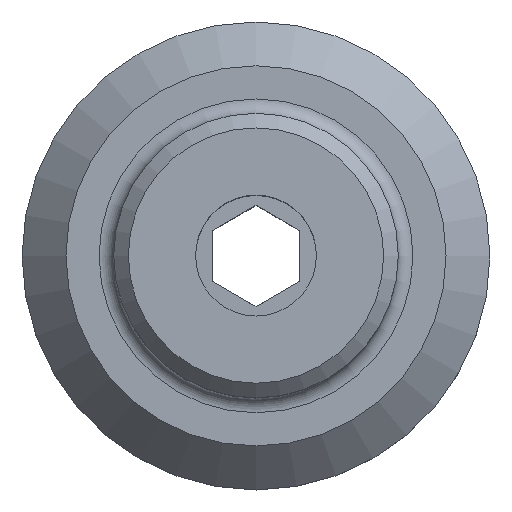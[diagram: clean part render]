
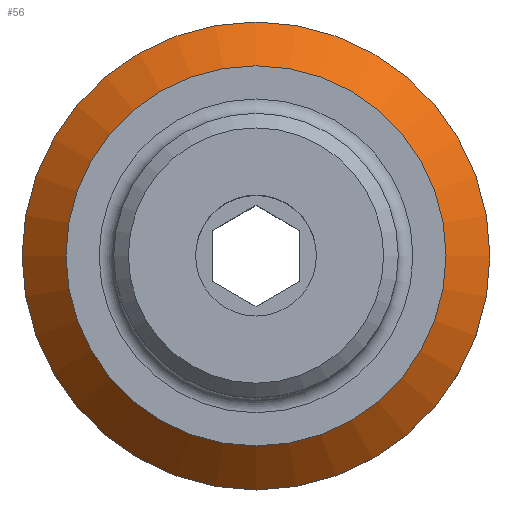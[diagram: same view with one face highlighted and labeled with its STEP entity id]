
A CAD part, top view. The second image highlights one B-rep face of the part: STEP entity #56.
In plain terms, the highlighted conical face has half-angle 45 degrees and reference radius 8 mm.
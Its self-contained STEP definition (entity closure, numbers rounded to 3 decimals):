
#56 = ADVANCED_FACE( '', ( #93, #94 ), #95, .T. );
#93 = FACE_BOUND( '', #156, .T. );
#94 = FACE_OUTER_BOUND( '', #157, .T. );
#95 = CONICAL_SURFACE( '', #158, 8., 0.785 );
#156 = EDGE_LOOP( '', ( #252 ) );
#157 = EDGE_LOOP( '', ( #253 ) );
#158 = AXIS2_PLACEMENT_3D( '', #254, #255, #256 );
#252 = ORIENTED_EDGE( '', *, *, #357, .F. );
#253 = ORIENTED_EDGE( '', *, *, #358, .F. );
#254 = CARTESIAN_POINT( '', ( 0., 0., 7. ) );
#255 = DIRECTION( '', ( 0., 0., -1. ) );
#256 = DIRECTION( '', ( -1., 0., 0. ) );
#357 = EDGE_CURVE( '', #408, #408, #409, .T. );
#358 = EDGE_CURVE( '', #410, #410, #411, .F. );
#408 = VERTEX_POINT( '', #525 );
#409 = CIRCLE( '', #526, 6.5 );
#410 = VERTEX_POINT( '', #527 );
#411 = CIRCLE( '', #528, 8. );
#525 = CARTESIAN_POINT( '', ( 6.5, 0., 8.5 ) );
#526 = AXIS2_PLACEMENT_3D( '', #579, #580, #581 );
#527 = CARTESIAN_POINT( '', ( 8., 0., 7. ) );
#528 = AXIS2_PLACEMENT_3D( '', #582, #583, #584 );
#579 = CARTESIAN_POINT( '', ( 0., 0., 8.5 ) );
#580 = DIRECTION( '', ( 0., 0., 1. ) );
#581 = DIRECTION( '', ( 1., 0., 0. ) );
#582 = CARTESIAN_POINT( '', ( 0., 0., 7. ) );
#583 = DIRECTION( '', ( 0., 0., 1. ) );
#584 = DIRECTION( '', ( 1., 0., 0. ) );
